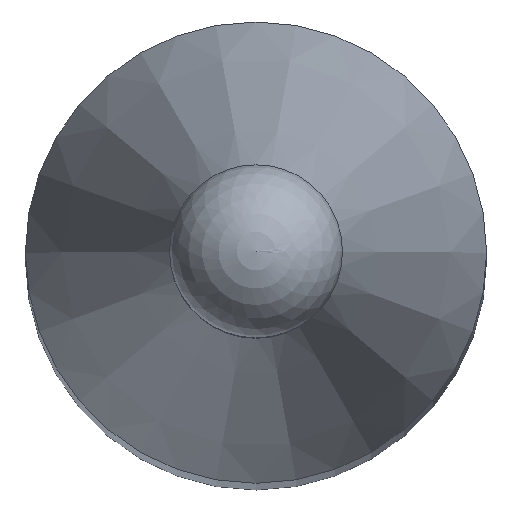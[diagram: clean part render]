
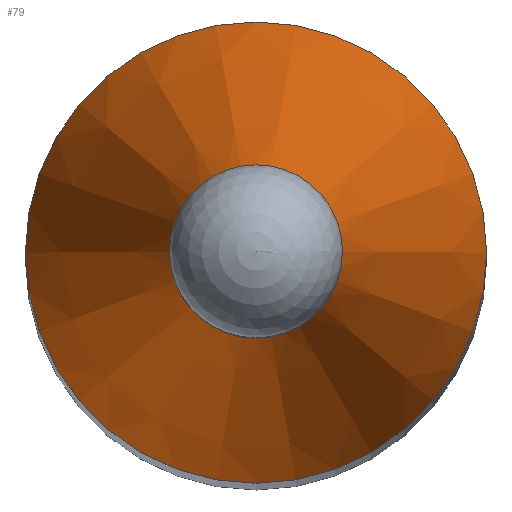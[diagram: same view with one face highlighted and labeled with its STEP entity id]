
A CAD part, top view. The second image highlights one B-rep face of the part: STEP entity #79.
In plain terms, the highlighted conical face has half-angle 16 degrees and reference radius 1.587 mm.
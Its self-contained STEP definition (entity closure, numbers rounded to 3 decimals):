
#61=CONICAL_SURFACE('',#207,1.588,16.);
#68=FACE_BOUND('',#104,.T.);
#69=FACE_BOUND('',#105,.T.);
#79=ADVANCED_FACE('',(#68,#69),#61,.T.);
#104=EDGE_LOOP('',(#122));
#105=EDGE_LOOP('',(#123));
#122=ORIENTED_EDGE('',*,*,#147,.T.);
#123=ORIENTED_EDGE('',*,*,#146,.F.);
#137=VERTEX_POINT('',#296);
#138=VERTEX_POINT('',#299);
#146=EDGE_CURVE('',#137,#137,#155,.T.);
#147=EDGE_CURVE('',#138,#138,#156,.T.);
#155=CIRCLE('',#204,1.588);
#156=CIRCLE('',#206,0.595);
#204=AXIS2_PLACEMENT_3D('',#295,#237,#238);
#206=AXIS2_PLACEMENT_3D('',#298,#241,#242);
#207=AXIS2_PLACEMENT_3D('',#300,#243,#244);
#237=DIRECTION('',(0.,0.,-1.));
#238=DIRECTION('',(-1.,0.,0.));
#241=DIRECTION('',(0.,0.,-1.));
#242=DIRECTION('',(-1.,0.,0.));
#243=DIRECTION('',(0.,0.,-1.));
#244=DIRECTION('',(-1.,0.,0.));
#295=CARTESIAN_POINT('',(0.,0.,-5.841));
#296=CARTESIAN_POINT('',(-1.588,0.,-5.841));
#298=CARTESIAN_POINT('',(0.,0.,-2.381));
#299=CARTESIAN_POINT('',(-0.595,0.,-2.381));
#300=CARTESIAN_POINT('',(0.,0.,-5.841));
